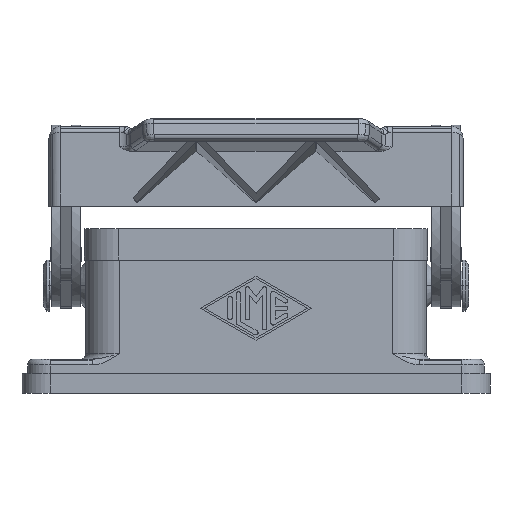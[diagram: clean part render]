
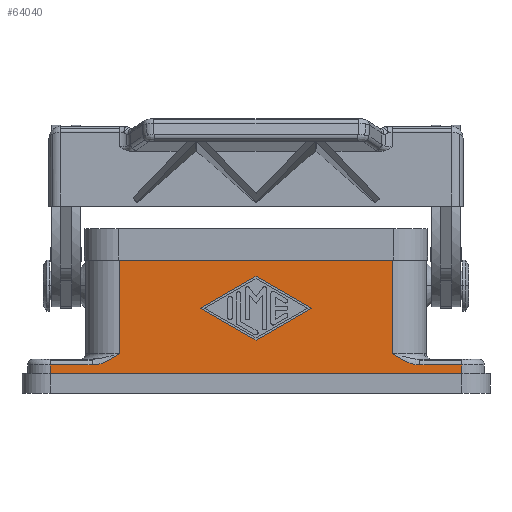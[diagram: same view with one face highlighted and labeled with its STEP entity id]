
A CAD part, front view. The second image highlights one B-rep face of the part: STEP entity #64040.
In plain terms, the highlighted planar face has unit normal (0, -1, 0).
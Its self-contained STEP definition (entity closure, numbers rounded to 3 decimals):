
#37100=CARTESIAN_POINT('',(24.,-21.75,23.5));
#37110=VERTEX_POINT('',#37100);
#37140=CARTESIAN_POINT('',(24.,-21.75,23.5));
#37150=DIRECTION('',(-1.,0.,0.));
#37160=VECTOR('',#37150,48.);
#37170=LINE('',#37140,#37160);
#37180=CARTESIAN_POINT('',(-24.,-21.75,23.5));
#37190=VERTEX_POINT('',#37180);
#37200=EDGE_CURVE('',#37110,#37190,#37170,.T.);
#53530=CARTESIAN_POINT('',(0.,-21.75,9.375));
#53540=VERTEX_POINT('',#53530);
#53590=CARTESIAN_POINT('',(0.,-21.75,9.375));
#53600=DIRECTION('',(-0.866,0.,0.5));
#53610=VECTOR('',#53600,11.256);
#53620=LINE('',#53590,#53610);
#53630=CARTESIAN_POINT('',(-9.75,-21.75,15.));
#53640=VERTEX_POINT('',#53630);
#53650=EDGE_CURVE('',#53540,#53640,#53620,.T.);
#54000=CARTESIAN_POINT('',(9.75,-21.75,15.));
#54010=VERTEX_POINT('',#54000);
#54060=CARTESIAN_POINT('',(9.75,-21.75,15.));
#54070=DIRECTION('',(-0.866,0.,-0.5));
#54080=VECTOR('',#54070,11.256);
#54090=LINE('',#54060,#54080);
#54100=EDGE_CURVE('',#54010,#53540,#54090,.T.);
#54380=CARTESIAN_POINT('',(0.,-21.75,20.625));
#54390=VERTEX_POINT('',#54380);
#54440=CARTESIAN_POINT('',(0.,-21.75,20.625));
#54450=DIRECTION('',(0.866,0.,-0.5));
#54460=VECTOR('',#54450,11.256);
#54470=LINE('',#54440,#54460);
#54480=EDGE_CURVE('',#54390,#54010,#54470,.T.);
#54730=CARTESIAN_POINT('',(-9.75,-21.75,15.));
#54740=DIRECTION('',(0.866,0.,0.5));
#54750=VECTOR('',#54740,11.256);
#54760=LINE('',#54730,#54750);
#54770=EDGE_CURVE('',#53640,#54390,#54760,.T.);
#63060=CARTESIAN_POINT('',(24.,-21.75,1.5));
#63070=DIRECTION('',(0.,-1.,0.));
#63080=DIRECTION('',(0.,0.,-1.));
#63090=AXIS2_PLACEMENT_3D('',#63060,#63070,#63080);
#63100=PLANE('',#63090);
#63110=CARTESIAN_POINT('',(36.25,-21.75,3.5));
#63120=DIRECTION('',(0.,0.,1.));
#63130=VECTOR('',#63120,1.5);
#63140=LINE('',#63110,#63130);
#63150=CARTESIAN_POINT('',(36.25,-21.75,3.5));
#63160=VERTEX_POINT('',#63150);
#63170=CARTESIAN_POINT('',(36.25,-21.75,5.));
#63180=VERTEX_POINT('',#63170);
#63190=EDGE_CURVE('',#63160,#63180,#63140,.T.);
#63200=ORIENTED_EDGE('',*,*,#63190,.T.);
#63210=CARTESIAN_POINT('',(36.25,-21.75,3.5));
#63220=DIRECTION('',(-1.,0.,0.));
#63230=VECTOR('',#63220,72.5);
#63240=LINE('',#63210,#63230);
#63250=CARTESIAN_POINT('',(-36.25,-21.75,3.5));
#63260=VERTEX_POINT('',#63250);
#63270=EDGE_CURVE('',#63160,#63260,#63240,.T.);
#63280=ORIENTED_EDGE('',*,*,#63270,.F.);
#63290=CARTESIAN_POINT('',(-36.25,-21.75,3.5));
#63300=DIRECTION('',(0.,0.,1.));
#63310=VECTOR('',#63300,1.5);
#63320=LINE('',#63290,#63310);
#63330=CARTESIAN_POINT('',(-36.25,-21.75,5.));
#63340=VERTEX_POINT('',#63330);
#63350=EDGE_CURVE('',#63260,#63340,#63320,.T.);
#63360=ORIENTED_EDGE('',*,*,#63350,.F.);
#63370=CARTESIAN_POINT('',(-36.25,-21.75,5.));
#63380=DIRECTION('',(1.,0.,0.));
#63390=VECTOR('',#63380,7.351);
#63400=LINE('',#63370,#63390);
#63410=CARTESIAN_POINT('',(-28.899,-21.75,5.));
#63420=VERTEX_POINT('',#63410);
#63430=EDGE_CURVE('',#63340,#63420,#63400,.T.);
#63440=ORIENTED_EDGE('',*,*,#63430,.F.);
#63450=CARTESIAN_POINT('',(-28.899,-21.75,5.));
#63460=CARTESIAN_POINT('',(-28.676,-21.75,5.));
#63470=CARTESIAN_POINT('',(-28.453,-21.75,5.018));
#63480=CARTESIAN_POINT('',(-27.877,-21.75,5.104));
#63490=CARTESIAN_POINT('',(-27.527,-21.75,5.195));
#63500=CARTESIAN_POINT('',(-26.65,-21.75,5.493));
#63510=CARTESIAN_POINT('',(-26.134,-21.75,5.739));
#63520=CARTESIAN_POINT('',(-25.075,-21.75,6.32));
#63530=CARTESIAN_POINT('',(-24.535,-21.75,6.662));
#63540=CARTESIAN_POINT('',(-24.,-21.75,7.));
#63550=B_SPLINE_CURVE_WITH_KNOTS('',3,(#63450,#63460,#63470,#63480,
#63490,#63500,#63510,#63520,#63530,#63540),.UNSPECIFIED.,.F.,.F.,(4,2,2,
2,4),(0.,0.067,0.174,
0.345,0.535),.UNSPECIFIED.);
#63560=CARTESIAN_POINT('',(-24.,-21.75,7.));
#63570=VERTEX_POINT('',#63560);
#63580=EDGE_CURVE('',#63420,#63570,#63550,.T.);
#63590=ORIENTED_EDGE('',*,*,#63580,.F.);
#63600=CARTESIAN_POINT('',(-24.,-21.75,7.));
#63610=DIRECTION('',(0.,0.,1.));
#63620=VECTOR('',#63610,16.5);
#63630=LINE('',#63600,#63620);
#63640=EDGE_CURVE('',#63570,#37190,#63630,.T.);
#63650=ORIENTED_EDGE('',*,*,#63640,.F.);
#63660=ORIENTED_EDGE('',*,*,#37200,.T.);
#63670=CARTESIAN_POINT('',(24.,-21.75,7.));
#63680=DIRECTION('',(0.,0.,1.));
#63690=VECTOR('',#63680,16.5);
#63700=LINE('',#63670,#63690);
#63710=CARTESIAN_POINT('',(24.,-21.75,7.));
#63720=VERTEX_POINT('',#63710);
#63730=EDGE_CURVE('',#63720,#37110,#63700,.T.);
#63740=ORIENTED_EDGE('',*,*,#63730,.T.);
#63750=CARTESIAN_POINT('',(24.,-21.75,7.));
#63760=CARTESIAN_POINT('',(24.535,-21.75,6.662));
#63770=CARTESIAN_POINT('',(25.075,-21.75,6.32));
#63780=CARTESIAN_POINT('',(26.134,-21.75,5.739));
#63790=CARTESIAN_POINT('',(26.65,-21.75,5.493));
#63800=CARTESIAN_POINT('',(27.527,-21.75,5.195));
#63810=CARTESIAN_POINT('',(27.877,-21.75,5.104));
#63820=CARTESIAN_POINT('',(28.453,-21.75,5.018));
#63830=CARTESIAN_POINT('',(28.676,-21.75,5.));
#63840=CARTESIAN_POINT('',(28.899,-21.75,5.));
#63850=B_SPLINE_CURVE_WITH_KNOTS('',3,(#63750,#63760,#63770,#63780,
#63790,#63800,#63810,#63820,#63830,#63840),.UNSPECIFIED.,.F.,.F.,(4,2,2,
2,4),(-0.001,0.189,0.36,
0.467,0.534),.UNSPECIFIED.);
#63860=CARTESIAN_POINT('',(28.899,-21.75,5.));
#63870=VERTEX_POINT('',#63860);
#63880=EDGE_CURVE('',#63720,#63870,#63850,.T.);
#63890=ORIENTED_EDGE('',*,*,#63880,.F.);
#63900=CARTESIAN_POINT('',(28.899,-21.75,5.));
#63910=DIRECTION('',(1.,0.,0.));
#63920=VECTOR('',#63910,7.351);
#63930=LINE('',#63900,#63920);
#63940=EDGE_CURVE('',#63870,#63180,#63930,.T.);
#63950=ORIENTED_EDGE('',*,*,#63940,.F.);
#63960=EDGE_LOOP('',(#63950,#63890,#63740,#63660,#63650,#63590,#63440,
#63360,#63280,#63200));
#63970=FACE_OUTER_BOUND('',#63960,.T.);
#63980=ORIENTED_EDGE('',*,*,#54100,.T.);
#63990=ORIENTED_EDGE('',*,*,#54480,.T.);
#64000=ORIENTED_EDGE('',*,*,#54770,.T.);
#64010=ORIENTED_EDGE('',*,*,#53650,.T.);
#64020=EDGE_LOOP('',(#64010,#64000,#63990,#63980));
#64030=FACE_BOUND('',#64020,.T.);
#64040=ADVANCED_FACE('',(#63970,#64030),#63100,.T.);
